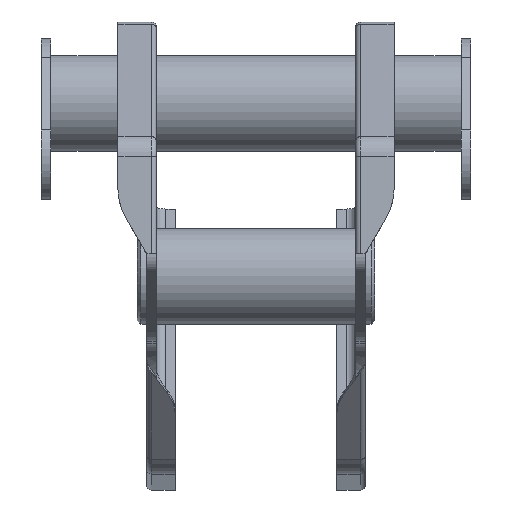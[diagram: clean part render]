
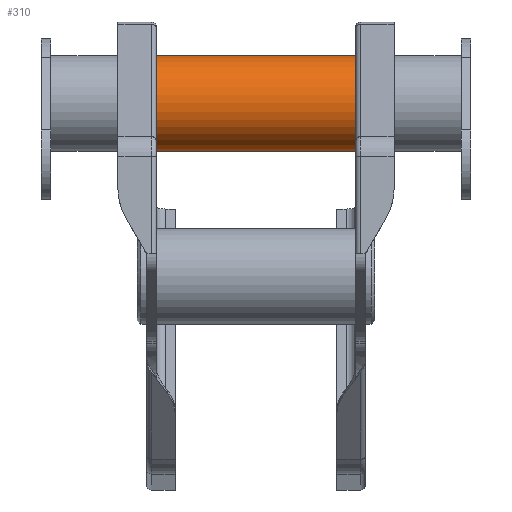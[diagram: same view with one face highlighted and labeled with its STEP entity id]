
A CAD part, top view. The second image highlights one B-rep face of the part: STEP entity #310.
In plain terms, the highlighted cylindrical face has radius 63.5 mm (diameter 127 mm), a full revolution.
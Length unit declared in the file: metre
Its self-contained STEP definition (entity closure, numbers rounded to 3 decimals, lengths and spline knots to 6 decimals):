
#310 = ADVANCED_FACE( '', ( #773, #774 ), #775, .T. );
#773 = FACE_OUTER_BOUND( '', #1431, .T. );
#774 = FACE_OUTER_BOUND( '', #1432, .T. );
#775 = CYLINDRICAL_SURFACE( '', #1433, 0.0635 );
#1431 = EDGE_LOOP( '', ( #2367 ) );
#1432 = EDGE_LOOP( '', ( #2368 ) );
#1433 = AXIS2_PLACEMENT_3D( '', #2369, #2370, #2371 );
#2367 = ORIENTED_EDGE( '', *, *, #3755, .F. );
#2368 = ORIENTED_EDGE( '', *, *, #3756, .F. );
#2369 = CARTESIAN_POINT( '', ( -0.271801, 2.924222, 0.981802 ) );
#2370 = DIRECTION( '', ( -1., 0., 0. ) );
#2371 = DIRECTION( '', ( 0., 0., -1. ) );
#3755 = EDGE_CURVE( '', #4549, #4549, #4550, .T. );
#3756 = EDGE_CURVE( '', #4551, #4551, #4552, .T. );
#4549 = VERTEX_POINT( '', #5562 );
#4550 = CIRCLE( '', #5563, 0.0635 );
#4551 = VERTEX_POINT( '', #5564 );
#4552 = CIRCLE( '', #5565, 0.0635 );
#5562 = CARTESIAN_POINT( '', ( 0.132099, 2.987722, 0.981802 ) );
#5563 = AXIS2_PLACEMENT_3D( '', #6562, #6563, #6564 );
#5564 = CARTESIAN_POINT( '', ( -0.132099, 2.860722, 0.981802 ) );
#5565 = AXIS2_PLACEMENT_3D( '', #6565, #6566, #6567 );
#6562 = CARTESIAN_POINT( '', ( 0.132099, 2.924222, 0.981802 ) );
#6563 = DIRECTION( '', ( 1., 0., 0. ) );
#6564 = DIRECTION( '', ( 0., 1., 0. ) );
#6565 = CARTESIAN_POINT( '', ( -0.132099, 2.924222, 0.981802 ) );
#6566 = DIRECTION( '', ( -1., 0., 0. ) );
#6567 = DIRECTION( '', ( 0., -1., 0. ) );
